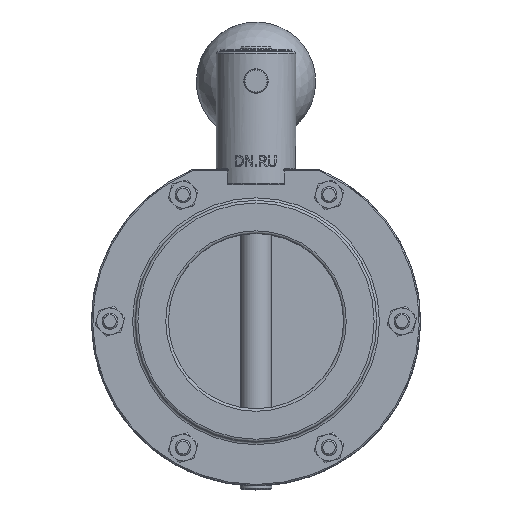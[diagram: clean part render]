
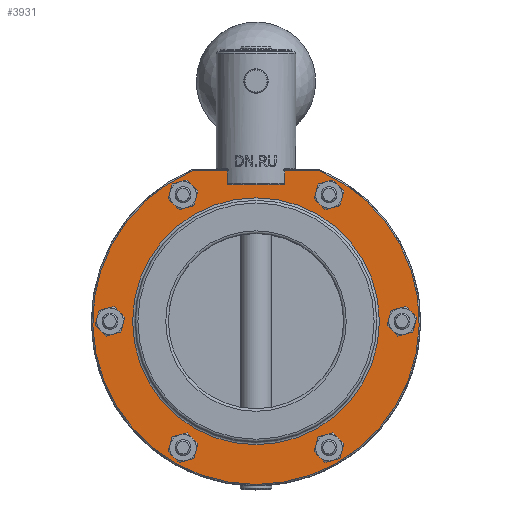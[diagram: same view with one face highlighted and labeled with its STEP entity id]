
A CAD part, top view. The second image highlights one B-rep face of the part: STEP entity #3931.
In plain terms, the highlighted planar face has unit normal (0, 0, 1).
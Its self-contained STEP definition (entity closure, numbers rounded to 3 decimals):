
#171=FACE_BOUND('',#1192,.T.);
#172=FACE_BOUND('',#1193,.T.);
#173=FACE_BOUND('',#1194,.T.);
#174=FACE_BOUND('',#1195,.T.);
#175=FACE_BOUND('',#1196,.T.);
#176=FACE_BOUND('',#1197,.T.);
#177=FACE_BOUND('',#1198,.T.);
#210=PLANE('',#4424);
#505=LINE('',#7003,#715);
#715=VECTOR('',#5133,10.);
#942=FACE_OUTER_BOUND('',#1191,.T.);
#1191=EDGE_LOOP('',(#2917,#2918));
#1192=EDGE_LOOP('',(#2919));
#1193=EDGE_LOOP('',(#2920));
#1194=EDGE_LOOP('',(#2921));
#1195=EDGE_LOOP('',(#2922));
#1196=EDGE_LOOP('',(#2923));
#1197=EDGE_LOOP('',(#2924));
#1198=EDGE_LOOP('',(#2925));
#1496=CIRCLE('',#4416,61.5);
#1502=CIRCLE('',#4425,3.);
#1503=CIRCLE('',#4426,3.);
#1504=CIRCLE('',#4427,3.);
#1505=CIRCLE('',#4428,3.);
#1506=CIRCLE('',#4429,3.);
#1507=CIRCLE('',#4430,3.);
#1508=CIRCLE('',#4431,46.5);
#1783=VERTEX_POINT('',#6972);
#1788=VERTEX_POINT('',#6986);
#1794=VERTEX_POINT('',#7019);
#1795=VERTEX_POINT('',#7021);
#1796=VERTEX_POINT('',#7023);
#1797=VERTEX_POINT('',#7025);
#1798=VERTEX_POINT('',#7027);
#1799=VERTEX_POINT('',#7029);
#1800=VERTEX_POINT('',#7031);
#2210=EDGE_CURVE('',#1783,#1788,#1496,.T.);
#2212=EDGE_CURVE('',#1788,#1783,#505,.T.);
#2221=EDGE_CURVE('',#1794,#1794,#1502,.T.);
#2222=EDGE_CURVE('',#1795,#1795,#1503,.T.);
#2223=EDGE_CURVE('',#1796,#1796,#1504,.T.);
#2224=EDGE_CURVE('',#1797,#1797,#1505,.T.);
#2225=EDGE_CURVE('',#1798,#1798,#1506,.T.);
#2226=EDGE_CURVE('',#1799,#1799,#1507,.T.);
#2227=EDGE_CURVE('',#1800,#1800,#1508,.T.);
#2917=ORIENTED_EDGE('',*,*,#2210,.F.);
#2918=ORIENTED_EDGE('',*,*,#2212,.F.);
#2919=ORIENTED_EDGE('',*,*,#2221,.T.);
#2920=ORIENTED_EDGE('',*,*,#2222,.T.);
#2921=ORIENTED_EDGE('',*,*,#2223,.T.);
#2922=ORIENTED_EDGE('',*,*,#2224,.T.);
#2923=ORIENTED_EDGE('',*,*,#2225,.T.);
#2924=ORIENTED_EDGE('',*,*,#2226,.T.);
#2925=ORIENTED_EDGE('',*,*,#2227,.F.);
#3931=ADVANCED_FACE('',(#942,#171,#172,#173,#174,#175,#176,#177),#210,.T.);
#4416=AXIS2_PLACEMENT_3D('',#6987,#5129,#5130);
#4424=AXIS2_PLACEMENT_3D('',#7018,#5149,#5150);
#4425=AXIS2_PLACEMENT_3D('',#7020,#5151,#5152);
#4426=AXIS2_PLACEMENT_3D('',#7022,#5153,#5154);
#4427=AXIS2_PLACEMENT_3D('',#7024,#5155,#5156);
#4428=AXIS2_PLACEMENT_3D('',#7026,#5157,#5158);
#4429=AXIS2_PLACEMENT_3D('',#7028,#5159,#5160);
#4430=AXIS2_PLACEMENT_3D('',#7030,#5161,#5162);
#4431=AXIS2_PLACEMENT_3D('',#7032,#5163,#5164);
#5129=DIRECTION('center_axis',(0.,0.,-1.));
#5130=DIRECTION('ref_axis',(0.,-1.,0.));
#5133=DIRECTION('',(1.,0.,0.));
#5149=DIRECTION('center_axis',(0.,0.,1.));
#5150=DIRECTION('ref_axis',(1.,0.,0.));
#5151=DIRECTION('center_axis',(0.,0.,-1.));
#5152=DIRECTION('ref_axis',(-1.,0.,0.));
#5153=DIRECTION('center_axis',(0.,0.,-1.));
#5154=DIRECTION('ref_axis',(-1.,0.,0.));
#5155=DIRECTION('center_axis',(0.,0.,-1.));
#5156=DIRECTION('ref_axis',(-1.,0.,0.));
#5157=DIRECTION('center_axis',(0.,0.,-1.));
#5158=DIRECTION('ref_axis',(-1.,0.,0.));
#5159=DIRECTION('center_axis',(0.,0.,-1.));
#5160=DIRECTION('ref_axis',(-1.,0.,0.));
#5161=DIRECTION('center_axis',(0.,0.,-1.));
#5162=DIRECTION('ref_axis',(-1.,0.,0.));
#5163=DIRECTION('center_axis',(0.,0.,1.));
#5164=DIRECTION('ref_axis',(-1.,0.,0.));
#6972=CARTESIAN_POINT('',(23.819,56.7,10.1));
#6986=CARTESIAN_POINT('',(-23.819,56.7,10.1));
#6987=CARTESIAN_POINT('Origin',(0.,0.,10.1));
#7003=CARTESIAN_POINT('',(0.,56.7,10.1));
#7018=CARTESIAN_POINT('Origin',(0.,0.,10.1));
#7019=CARTESIAN_POINT('',(30.5,-47.631,10.1));
#7020=CARTESIAN_POINT('Origin',(27.5,-47.631,10.1));
#7021=CARTESIAN_POINT('',(-24.5,-47.631,10.1));
#7022=CARTESIAN_POINT('Origin',(-27.5,-47.631,10.1));
#7023=CARTESIAN_POINT('',(-52.,0.,10.1));
#7024=CARTESIAN_POINT('Origin',(-55.,0.,10.1));
#7025=CARTESIAN_POINT('',(-24.5,47.631,10.1));
#7026=CARTESIAN_POINT('Origin',(-27.5,47.631,10.1));
#7027=CARTESIAN_POINT('',(30.5,47.631,10.1));
#7028=CARTESIAN_POINT('Origin',(27.5,47.631,10.1));
#7029=CARTESIAN_POINT('',(58.,0.,10.1));
#7030=CARTESIAN_POINT('Origin',(55.,0.,10.1));
#7031=CARTESIAN_POINT('',(46.5,0.,10.1));
#7032=CARTESIAN_POINT('Origin',(0.,0.,10.1));
